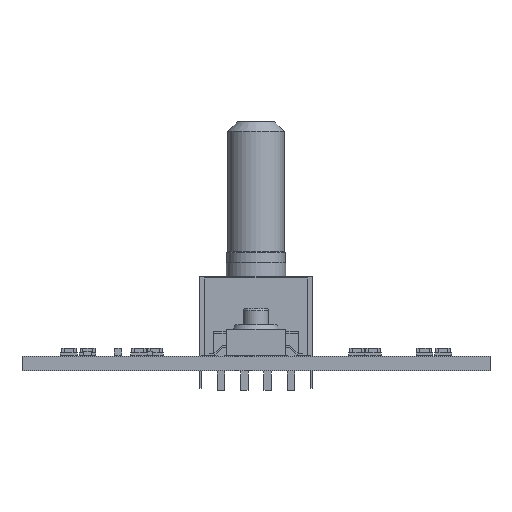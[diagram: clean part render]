
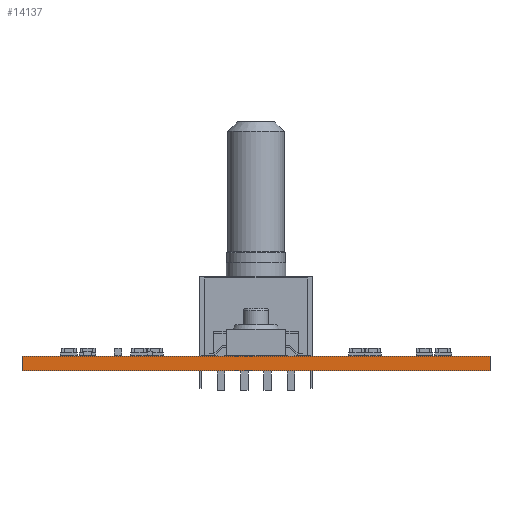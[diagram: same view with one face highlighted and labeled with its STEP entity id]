
A CAD part, front view. The second image highlights one B-rep face of the part: STEP entity #14137.
In plain terms, the highlighted planar face has unit normal (0, -1, 0).
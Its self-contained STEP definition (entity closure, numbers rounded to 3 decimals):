
#14137 = ADVANCED_FACE('',(#14138),#14152,.T.);
#14138 = FACE_BOUND('',#14139,.T.);
#14139 = EDGE_LOOP('',(#14140,#14175,#14203,#14231));
#14140 = ORIENTED_EDGE('',*,*,#14141,.T.);
#14141 = EDGE_CURVE('',#14142,#14144,#14146,.T.);
#14142 = VERTEX_POINT('',#14143);
#14143 = CARTESIAN_POINT('',(50.,-0.,0.));
#14144 = VERTEX_POINT('',#14145);
#14145 = CARTESIAN_POINT('',(50.,0.,1.58));
#14146 = SURFACE_CURVE('',#14147,(#14151,#14163),.PCURVE_S1.);
#14147 = LINE('',#14148,#14149);
#14148 = CARTESIAN_POINT('',(50.,-0.,0.));
#14149 = VECTOR('',#14150,1.);
#14150 = DIRECTION('',(0.,0.,1.));
#14151 = PCURVE('',#14152,#14157);
#14152 = PLANE('',#14153);
#14153 = AXIS2_PLACEMENT_3D('',#14154,#14155,#14156);
#14154 = CARTESIAN_POINT('',(50.,0.,0.));
#14155 = DIRECTION('',(0.,-1.,0.));
#14156 = DIRECTION('',(-1.,0.,0.));
#14157 = DEFINITIONAL_REPRESENTATION('',(#14158),#14162);
#14158 = LINE('',#14159,#14160);
#14159 = CARTESIAN_POINT('',(0.,0.));
#14160 = VECTOR('',#14161,1.);
#14161 = DIRECTION('',(0.,-1.));
#14162 = ( GEOMETRIC_REPRESENTATION_CONTEXT(2) 
PARAMETRIC_REPRESENTATION_CONTEXT() REPRESENTATION_CONTEXT('2D SPACE',''
  ) );
#14163 = PCURVE('',#14164,#14169);
#14164 = PLANE('',#14165);
#14165 = AXIS2_PLACEMENT_3D('',#14166,#14167,#14168);
#14166 = CARTESIAN_POINT('',(50.,79.5,0.));
#14167 = DIRECTION('',(1.,0.,-0.));
#14168 = DIRECTION('',(0.,-1.,0.));
#14169 = DEFINITIONAL_REPRESENTATION('',(#14170),#14174);
#14170 = LINE('',#14171,#14172);
#14171 = CARTESIAN_POINT('',(79.5,0.));
#14172 = VECTOR('',#14173,1.);
#14173 = DIRECTION('',(0.,-1.));
#14174 = ( GEOMETRIC_REPRESENTATION_CONTEXT(2) 
PARAMETRIC_REPRESENTATION_CONTEXT() REPRESENTATION_CONTEXT('2D SPACE',''
  ) );
#14175 = ORIENTED_EDGE('',*,*,#14176,.T.);
#14176 = EDGE_CURVE('',#14144,#14177,#14179,.T.);
#14177 = VERTEX_POINT('',#14178);
#14178 = CARTESIAN_POINT('',(0.,0.,1.58));
#14179 = SURFACE_CURVE('',#14180,(#14184,#14191),.PCURVE_S1.);
#14180 = LINE('',#14181,#14182);
#14181 = CARTESIAN_POINT('',(50.,0.,1.58));
#14182 = VECTOR('',#14183,1.);
#14183 = DIRECTION('',(-1.,0.,0.));
#14184 = PCURVE('',#14152,#14185);
#14185 = DEFINITIONAL_REPRESENTATION('',(#14186),#14190);
#14186 = LINE('',#14187,#14188);
#14187 = CARTESIAN_POINT('',(0.,-1.58));
#14188 = VECTOR('',#14189,1.);
#14189 = DIRECTION('',(1.,0.));
#14190 = ( GEOMETRIC_REPRESENTATION_CONTEXT(2) 
PARAMETRIC_REPRESENTATION_CONTEXT() REPRESENTATION_CONTEXT('2D SPACE',''
  ) );
#14191 = PCURVE('',#14192,#14197);
#14192 = PLANE('',#14193);
#14193 = AXIS2_PLACEMENT_3D('',#14194,#14195,#14196);
#14194 = CARTESIAN_POINT('',(25.,39.75,1.58));
#14195 = DIRECTION('',(-0.,-0.,-1.));
#14196 = DIRECTION('',(-1.,0.,0.));
#14197 = DEFINITIONAL_REPRESENTATION('',(#14198),#14202);
#14198 = LINE('',#14199,#14200);
#14199 = CARTESIAN_POINT('',(-25.,-39.75));
#14200 = VECTOR('',#14201,1.);
#14201 = DIRECTION('',(1.,0.));
#14202 = ( GEOMETRIC_REPRESENTATION_CONTEXT(2) 
PARAMETRIC_REPRESENTATION_CONTEXT() REPRESENTATION_CONTEXT('2D SPACE',''
  ) );
#14203 = ORIENTED_EDGE('',*,*,#14204,.F.);
#14204 = EDGE_CURVE('',#14205,#14177,#14207,.T.);
#14205 = VERTEX_POINT('',#14206);
#14206 = CARTESIAN_POINT('',(0.,-0.,0.));
#14207 = SURFACE_CURVE('',#14208,(#14212,#14219),.PCURVE_S1.);
#14208 = LINE('',#14209,#14210);
#14209 = CARTESIAN_POINT('',(0.,-0.,0.));
#14210 = VECTOR('',#14211,1.);
#14211 = DIRECTION('',(0.,0.,1.));
#14212 = PCURVE('',#14152,#14213);
#14213 = DEFINITIONAL_REPRESENTATION('',(#14214),#14218);
#14214 = LINE('',#14215,#14216);
#14215 = CARTESIAN_POINT('',(50.,0.));
#14216 = VECTOR('',#14217,1.);
#14217 = DIRECTION('',(0.,-1.));
#14218 = ( GEOMETRIC_REPRESENTATION_CONTEXT(2) 
PARAMETRIC_REPRESENTATION_CONTEXT() REPRESENTATION_CONTEXT('2D SPACE',''
  ) );
#14219 = PCURVE('',#14220,#14225);
#14220 = PLANE('',#14221);
#14221 = AXIS2_PLACEMENT_3D('',#14222,#14223,#14224);
#14222 = CARTESIAN_POINT('',(0.,0.,0.));
#14223 = DIRECTION('',(-1.,0.,0.));
#14224 = DIRECTION('',(0.,1.,0.));
#14225 = DEFINITIONAL_REPRESENTATION('',(#14226),#14230);
#14226 = LINE('',#14227,#14228);
#14227 = CARTESIAN_POINT('',(0.,0.));
#14228 = VECTOR('',#14229,1.);
#14229 = DIRECTION('',(0.,-1.));
#14230 = ( GEOMETRIC_REPRESENTATION_CONTEXT(2) 
PARAMETRIC_REPRESENTATION_CONTEXT() REPRESENTATION_CONTEXT('2D SPACE',''
  ) );
#14231 = ORIENTED_EDGE('',*,*,#14232,.F.);
#14232 = EDGE_CURVE('',#14142,#14205,#14233,.T.);
#14233 = SURFACE_CURVE('',#14234,(#14238,#14245),.PCURVE_S1.);
#14234 = LINE('',#14235,#14236);
#14235 = CARTESIAN_POINT('',(50.,-0.,0.));
#14236 = VECTOR('',#14237,1.);
#14237 = DIRECTION('',(-1.,0.,0.));
#14238 = PCURVE('',#14152,#14239);
#14239 = DEFINITIONAL_REPRESENTATION('',(#14240),#14244);
#14240 = LINE('',#14241,#14242);
#14241 = CARTESIAN_POINT('',(0.,0.));
#14242 = VECTOR('',#14243,1.);
#14243 = DIRECTION('',(1.,0.));
#14244 = ( GEOMETRIC_REPRESENTATION_CONTEXT(2) 
PARAMETRIC_REPRESENTATION_CONTEXT() REPRESENTATION_CONTEXT('2D SPACE',''
  ) );
#14245 = PCURVE('',#14246,#14251);
#14246 = PLANE('',#14247);
#14247 = AXIS2_PLACEMENT_3D('',#14248,#14249,#14250);
#14248 = CARTESIAN_POINT('',(25.,39.75,0.));
#14249 = DIRECTION('',(-0.,-0.,-1.));
#14250 = DIRECTION('',(-1.,0.,0.));
#14251 = DEFINITIONAL_REPRESENTATION('',(#14252),#14256);
#14252 = LINE('',#14253,#14254);
#14253 = CARTESIAN_POINT('',(-25.,-39.75));
#14254 = VECTOR('',#14255,1.);
#14255 = DIRECTION('',(1.,0.));
#14256 = ( GEOMETRIC_REPRESENTATION_CONTEXT(2) 
PARAMETRIC_REPRESENTATION_CONTEXT() REPRESENTATION_CONTEXT('2D SPACE',''
  ) );
